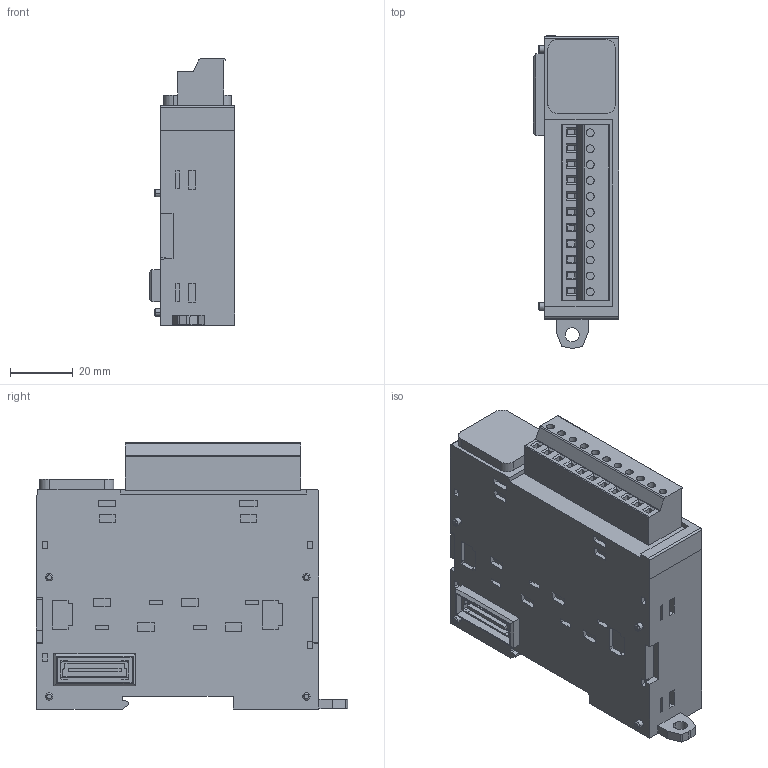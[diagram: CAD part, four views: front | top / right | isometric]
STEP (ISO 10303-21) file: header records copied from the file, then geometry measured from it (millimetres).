
FILE_DESCRIPTION(('STEP AP242'),'1');
FILE_NAME('tm3ai2h.stp','2019-08-01T06:45:50',('TraceParts'),('TraceParts S.A.'),'Spatial InterOp 3D',' ',' ');
FILE_SCHEMA(('AP242_MANAGED_MODEL_BASED_3D_ENGINEERING_MIM_LF {1 0 10303 442 1 1 4}'));
Length unit declared in the file: millimetre
Products named in the file (1): tm3ai2h_1
Bounding box: 27.2 x 99.45 x 84.82 mm (x, y, z)
Volume: 149489.6 mm3; surface area: 30606.6 mm2
Topology: 4 solids, 4 shells, 584 faces, 1492 edges, 990 vertices
Faces by surface type: plane 492, cylinder 74, torus 12, extrusion 6
Entity records: 22223 total; most frequent: CARTESIAN_POINT 3225, ORIENTED_EDGE 2984, DIRECTION 2783, EDGE_CURVE 1492, VECTOR 1247, LINE 1241, VERTEX_POINT 990, AXIS2_PLACEMENT_3D 768
